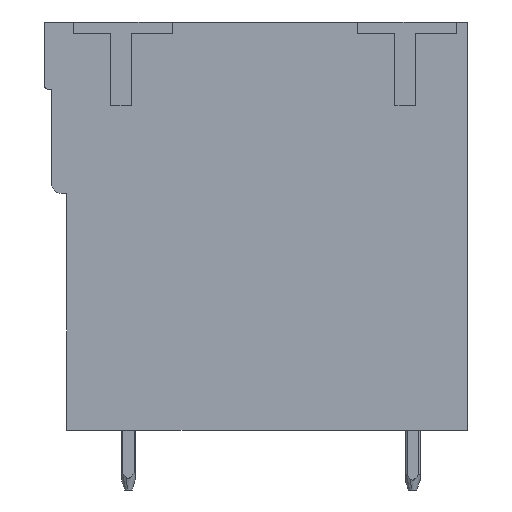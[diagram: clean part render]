
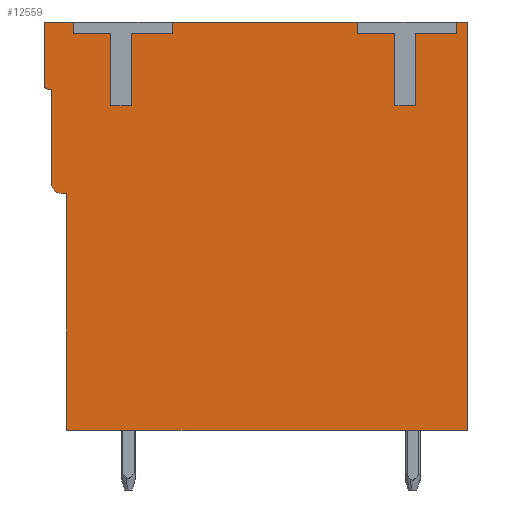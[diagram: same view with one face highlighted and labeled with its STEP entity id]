
A CAD part, left-side view. The second image highlights one B-rep face of the part: STEP entity #12559.
In plain terms, the highlighted planar face has unit normal (-1, 0, 0).
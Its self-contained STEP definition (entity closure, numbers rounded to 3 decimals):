
#11531=AXIS2_PLACEMENT_3D('Circle Axis2P3D',#11529,#11530,$) ;
#11603=AXIS2_PLACEMENT_3D('Circle Axis2P3D',#11601,#11602,$) ;
#12517=AXIS2_PLACEMENT_3D('Plane Axis2P3D',#12514,#12515,#12516) ;
#458=CARTESIAN_POINT('Vertex',(0.3,21.5,3.2)) ;
#461=CARTESIAN_POINT('Line Origine',(0.3,21.5,9.55)) ;
#465=CARTESIAN_POINT('Vertex',(0.3,21.5,15.9)) ;
#10413=CARTESIAN_POINT('Vertex',(0.3,5.9,25.1)) ;
#10416=CARTESIAN_POINT('Line Origine',(0.3,5.9,24.8)) ;
#10420=CARTESIAN_POINT('Vertex',(0.3,5.9,24.5)) ;
#10435=CARTESIAN_POINT('Line Origine',(0.3,4.9,24.5)) ;
#10439=CARTESIAN_POINT('Vertex',(0.3,3.9,24.5)) ;
#10454=CARTESIAN_POINT('Line Origine',(0.3,3.9,22.55)) ;
#10458=CARTESIAN_POINT('Vertex',(0.3,3.9,20.6)) ;
#10473=CARTESIAN_POINT('Line Origine',(0.3,3.35,20.6)) ;
#10477=CARTESIAN_POINT('Vertex',(0.3,2.8,20.6)) ;
#10492=CARTESIAN_POINT('Line Origine',(0.3,2.8,22.55)) ;
#10496=CARTESIAN_POINT('Vertex',(0.3,2.8,24.5)) ;
#10511=CARTESIAN_POINT('Line Origine',(0.3,1.7,24.5)) ;
#10515=CARTESIAN_POINT('Vertex',(0.3,0.6,24.5)) ;
#10530=CARTESIAN_POINT('Line Origine',(0.3,0.6,24.8)) ;
#10534=CARTESIAN_POINT('Vertex',(0.3,0.6,25.1)) ;
#10553=CARTESIAN_POINT('Vertex',(0.3,21.14,25.1)) ;
#10556=CARTESIAN_POINT('Line Origine',(0.3,21.14,24.8)) ;
#10560=CARTESIAN_POINT('Vertex',(0.3,21.14,24.5)) ;
#10575=CARTESIAN_POINT('Line Origine',(0.3,20.14,24.5)) ;
#10579=CARTESIAN_POINT('Vertex',(0.3,19.14,24.5)) ;
#10594=CARTESIAN_POINT('Line Origine',(0.3,19.14,22.55)) ;
#10598=CARTESIAN_POINT('Vertex',(0.3,19.14,20.6)) ;
#10613=CARTESIAN_POINT('Line Origine',(0.3,18.59,20.6)) ;
#10617=CARTESIAN_POINT('Vertex',(0.3,18.04,20.6)) ;
#10632=CARTESIAN_POINT('Line Origine',(0.3,18.04,22.55)) ;
#10636=CARTESIAN_POINT('Vertex',(0.3,18.04,24.5)) ;
#10651=CARTESIAN_POINT('Line Origine',(0.3,16.94,24.5)) ;
#10655=CARTESIAN_POINT('Vertex',(0.3,15.84,24.5)) ;
#10670=CARTESIAN_POINT('Line Origine',(0.3,15.84,24.8)) ;
#10674=CARTESIAN_POINT('Vertex',(0.3,15.84,25.1)) ;
#11505=CARTESIAN_POINT('Line Origine',(0.3,21.65,15.9)) ;
#11509=CARTESIAN_POINT('Vertex',(0.3,21.8,15.9)) ;
#11529=CARTESIAN_POINT('Axis2P3D Location',(0.3,21.8,16.4)) ;
#11533=CARTESIAN_POINT('Vertex',(0.3,22.3,16.4)) ;
#11553=CARTESIAN_POINT('Line Origine',(0.3,22.3,18.95)) ;
#11557=CARTESIAN_POINT('Vertex',(0.3,22.3,21.5)) ;
#11577=CARTESIAN_POINT('Line Origine',(0.3,22.4,21.5)) ;
#11581=CARTESIAN_POINT('Vertex',(0.3,22.5,21.5)) ;
#11601=CARTESIAN_POINT('Axis2P3D Location',(0.3,22.5,21.7)) ;
#11605=CARTESIAN_POINT('Vertex',(0.3,22.7,21.7)) ;
#11625=CARTESIAN_POINT('Line Origine',(0.3,22.7,23.4)) ;
#11629=CARTESIAN_POINT('Vertex',(0.3,22.7,25.1)) ;
#11649=CARTESIAN_POINT('Line Origine',(0.3,10.87,25.1)) ;
#11654=CARTESIAN_POINT('Line Origine',(0.3,0.3,25.1)) ;
#11658=CARTESIAN_POINT('Vertex',(0.3,0.,25.1)) ;
#11666=CARTESIAN_POINT('Line Origine',(0.3,21.92,25.1)) ;
#12514=CARTESIAN_POINT('Axis2P3D Location',(0.3,0.,0.)) ;
#12519=CARTESIAN_POINT('Line Origine',(0.3,10.75,3.2)) ;
#12523=CARTESIAN_POINT('Vertex',(0.3,0.,3.2)) ;
#12526=CARTESIAN_POINT('Line Origine',(0.3,0.,14.15)) ;
#462=DIRECTION('Vector Direction',(0.,0.,1.)) ;
#10417=DIRECTION('Vector Direction',(0.,0.,1.)) ;
#10436=DIRECTION('Vector Direction',(0.,1.,0.)) ;
#10455=DIRECTION('Vector Direction',(0.,0.,1.)) ;
#10474=DIRECTION('Vector Direction',(0.,1.,0.)) ;
#10493=DIRECTION('Vector Direction',(0.,0.,-1.)) ;
#10512=DIRECTION('Vector Direction',(0.,1.,0.)) ;
#10531=DIRECTION('Vector Direction',(0.,0.,-1.)) ;
#10557=DIRECTION('Vector Direction',(0.,0.,1.)) ;
#10576=DIRECTION('Vector Direction',(0.,1.,0.)) ;
#10595=DIRECTION('Vector Direction',(0.,0.,1.)) ;
#10614=DIRECTION('Vector Direction',(0.,1.,0.)) ;
#10633=DIRECTION('Vector Direction',(0.,0.,-1.)) ;
#10652=DIRECTION('Vector Direction',(0.,1.,0.)) ;
#10671=DIRECTION('Vector Direction',(0.,0.,-1.)) ;
#11506=DIRECTION('Vector Direction',(0.,1.,0.)) ;
#11530=DIRECTION('Axis2P3D Direction',(-1.,0.,0.)) ;
#11554=DIRECTION('Vector Direction',(0.,0.,1.)) ;
#11578=DIRECTION('Vector Direction',(0.,1.,0.)) ;
#11602=DIRECTION('Axis2P3D Direction',(-1.,0.,0.)) ;
#11626=DIRECTION('Vector Direction',(0.,0.,1.)) ;
#11650=DIRECTION('Vector Direction',(0.,-1.,0.)) ;
#11655=DIRECTION('Vector Direction',(0.,-1.,0.)) ;
#11667=DIRECTION('Vector Direction',(0.,-1.,0.)) ;
#12515=DIRECTION('Axis2P3D Direction',(-1.,0.,0.)) ;
#12516=DIRECTION('Axis2P3D XDirection',(0.,0.,1.)) ;
#12520=DIRECTION('Vector Direction',(0.,1.,0.)) ;
#12527=DIRECTION('Vector Direction',(0.,0.,-1.)) ;
#463=VECTOR('Line Direction',#462,1.) ;
#10418=VECTOR('Line Direction',#10417,1.) ;
#10437=VECTOR('Line Direction',#10436,1.) ;
#10456=VECTOR('Line Direction',#10455,1.) ;
#10475=VECTOR('Line Direction',#10474,1.) ;
#10494=VECTOR('Line Direction',#10493,1.) ;
#10513=VECTOR('Line Direction',#10512,1.) ;
#10532=VECTOR('Line Direction',#10531,1.) ;
#10558=VECTOR('Line Direction',#10557,1.) ;
#10577=VECTOR('Line Direction',#10576,1.) ;
#10596=VECTOR('Line Direction',#10595,1.) ;
#10615=VECTOR('Line Direction',#10614,1.) ;
#10634=VECTOR('Line Direction',#10633,1.) ;
#10653=VECTOR('Line Direction',#10652,1.) ;
#10672=VECTOR('Line Direction',#10671,1.) ;
#11507=VECTOR('Line Direction',#11506,1.) ;
#11555=VECTOR('Line Direction',#11554,1.) ;
#11579=VECTOR('Line Direction',#11578,1.) ;
#11627=VECTOR('Line Direction',#11626,1.) ;
#11651=VECTOR('Line Direction',#11650,1.) ;
#11656=VECTOR('Line Direction',#11655,1.) ;
#11668=VECTOR('Line Direction',#11667,1.) ;
#12521=VECTOR('Line Direction',#12520,1.) ;
#12528=VECTOR('Line Direction',#12527,1.) ;
#12532=ORIENTED_EDGE('',*,*,#11653,.T.) ;
#12533=ORIENTED_EDGE('',*,*,#10676,.F.) ;
#12534=ORIENTED_EDGE('',*,*,#10657,.F.) ;
#12535=ORIENTED_EDGE('',*,*,#10638,.F.) ;
#12536=ORIENTED_EDGE('',*,*,#10619,.F.) ;
#12537=ORIENTED_EDGE('',*,*,#10600,.F.) ;
#12538=ORIENTED_EDGE('',*,*,#10581,.F.) ;
#12539=ORIENTED_EDGE('',*,*,#10562,.F.) ;
#12540=ORIENTED_EDGE('',*,*,#11670,.T.) ;
#12541=ORIENTED_EDGE('',*,*,#11631,.T.) ;
#12542=ORIENTED_EDGE('',*,*,#11607,.T.) ;
#12543=ORIENTED_EDGE('',*,*,#11583,.T.) ;
#12544=ORIENTED_EDGE('',*,*,#11559,.T.) ;
#12545=ORIENTED_EDGE('',*,*,#11535,.T.) ;
#12546=ORIENTED_EDGE('',*,*,#11511,.T.) ;
#12547=ORIENTED_EDGE('',*,*,#467,.T.) ;
#12548=ORIENTED_EDGE('',*,*,#12525,.T.) ;
#12549=ORIENTED_EDGE('',*,*,#12530,.T.) ;
#12550=ORIENTED_EDGE('',*,*,#11660,.T.) ;
#12551=ORIENTED_EDGE('',*,*,#10536,.F.) ;
#12552=ORIENTED_EDGE('',*,*,#10517,.F.) ;
#12553=ORIENTED_EDGE('',*,*,#10498,.F.) ;
#12554=ORIENTED_EDGE('',*,*,#10479,.F.) ;
#12555=ORIENTED_EDGE('',*,*,#10460,.F.) ;
#12556=ORIENTED_EDGE('',*,*,#10441,.F.) ;
#12557=ORIENTED_EDGE('',*,*,#10422,.F.) ;
#12559=ADVANCED_FACE('HOUSING',(#12558),#12518,.T.) ;
#11532=CIRCLE('generated circle',#11531,0.5) ;
#11604=CIRCLE('generated circle',#11603,0.2) ;
#467=EDGE_CURVE('',#466,#459,#464,.F.) ;
#10422=EDGE_CURVE('',#10414,#10421,#10419,.F.) ;
#10441=EDGE_CURVE('',#10421,#10440,#10438,.F.) ;
#10460=EDGE_CURVE('',#10440,#10459,#10457,.F.) ;
#10479=EDGE_CURVE('',#10459,#10478,#10476,.F.) ;
#10498=EDGE_CURVE('',#10478,#10497,#10495,.F.) ;
#10517=EDGE_CURVE('',#10497,#10516,#10514,.F.) ;
#10536=EDGE_CURVE('',#10516,#10535,#10533,.F.) ;
#10562=EDGE_CURVE('',#10554,#10561,#10559,.F.) ;
#10581=EDGE_CURVE('',#10561,#10580,#10578,.F.) ;
#10600=EDGE_CURVE('',#10580,#10599,#10597,.F.) ;
#10619=EDGE_CURVE('',#10599,#10618,#10616,.F.) ;
#10638=EDGE_CURVE('',#10618,#10637,#10635,.F.) ;
#10657=EDGE_CURVE('',#10637,#10656,#10654,.F.) ;
#10676=EDGE_CURVE('',#10656,#10675,#10673,.F.) ;
#11511=EDGE_CURVE('',#11510,#466,#11508,.F.) ;
#11535=EDGE_CURVE('',#11534,#11510,#11532,.T.) ;
#11559=EDGE_CURVE('',#11558,#11534,#11556,.F.) ;
#11583=EDGE_CURVE('',#11582,#11558,#11580,.F.) ;
#11607=EDGE_CURVE('',#11606,#11582,#11604,.T.) ;
#11631=EDGE_CURVE('',#11630,#11606,#11628,.F.) ;
#11653=EDGE_CURVE('',#10414,#10675,#11652,.F.) ;
#11660=EDGE_CURVE('',#11659,#10535,#11657,.F.) ;
#11670=EDGE_CURVE('',#10554,#11630,#11669,.F.) ;
#12525=EDGE_CURVE('',#459,#12524,#12522,.F.) ;
#12530=EDGE_CURVE('',#12524,#11659,#12529,.F.) ;
#12531=EDGE_LOOP('',(#12532,#12533,#12534,#12535,#12536,#12537,#12538,#12539,#12540,#12541,#12542,#12543,#12544,#12545,#12546,#12547,#12548,#12549,#12550,#12551,#12552,#12553,#12554,#12555,#12556,#12557)) ;
#12558=FACE_OUTER_BOUND('',#12531,.T.) ;
#464=LINE('Line',#461,#463) ;
#10419=LINE('Line',#10416,#10418) ;
#10438=LINE('Line',#10435,#10437) ;
#10457=LINE('Line',#10454,#10456) ;
#10476=LINE('Line',#10473,#10475) ;
#10495=LINE('Line',#10492,#10494) ;
#10514=LINE('Line',#10511,#10513) ;
#10533=LINE('Line',#10530,#10532) ;
#10559=LINE('Line',#10556,#10558) ;
#10578=LINE('Line',#10575,#10577) ;
#10597=LINE('Line',#10594,#10596) ;
#10616=LINE('Line',#10613,#10615) ;
#10635=LINE('Line',#10632,#10634) ;
#10654=LINE('Line',#10651,#10653) ;
#10673=LINE('Line',#10670,#10672) ;
#11508=LINE('Line',#11505,#11507) ;
#11556=LINE('Line',#11553,#11555) ;
#11580=LINE('Line',#11577,#11579) ;
#11628=LINE('Line',#11625,#11627) ;
#11652=LINE('Line',#11649,#11651) ;
#11657=LINE('Line',#11654,#11656) ;
#11669=LINE('Line',#11666,#11668) ;
#12522=LINE('Line',#12519,#12521) ;
#12529=LINE('Line',#12526,#12528) ;
#12518=PLANE('',#12517) ;
#459=VERTEX_POINT('',#458) ;
#466=VERTEX_POINT('',#465) ;
#10414=VERTEX_POINT('',#10413) ;
#10421=VERTEX_POINT('',#10420) ;
#10440=VERTEX_POINT('',#10439) ;
#10459=VERTEX_POINT('',#10458) ;
#10478=VERTEX_POINT('',#10477) ;
#10497=VERTEX_POINT('',#10496) ;
#10516=VERTEX_POINT('',#10515) ;
#10535=VERTEX_POINT('',#10534) ;
#10554=VERTEX_POINT('',#10553) ;
#10561=VERTEX_POINT('',#10560) ;
#10580=VERTEX_POINT('',#10579) ;
#10599=VERTEX_POINT('',#10598) ;
#10618=VERTEX_POINT('',#10617) ;
#10637=VERTEX_POINT('',#10636) ;
#10656=VERTEX_POINT('',#10655) ;
#10675=VERTEX_POINT('',#10674) ;
#11510=VERTEX_POINT('',#11509) ;
#11534=VERTEX_POINT('',#11533) ;
#11558=VERTEX_POINT('',#11557) ;
#11582=VERTEX_POINT('',#11581) ;
#11606=VERTEX_POINT('',#11605) ;
#11630=VERTEX_POINT('',#11629) ;
#11659=VERTEX_POINT('',#11658) ;
#12524=VERTEX_POINT('',#12523) ;
